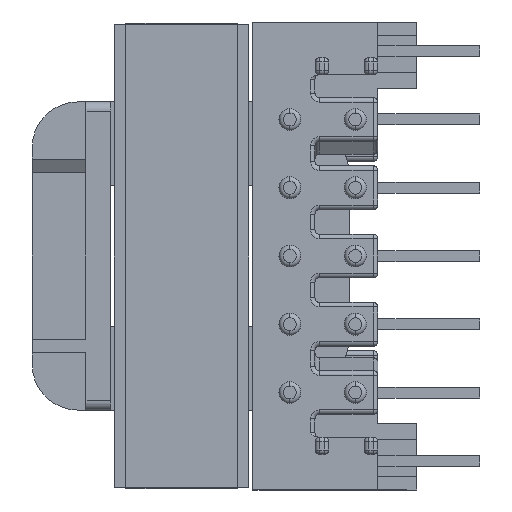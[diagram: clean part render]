
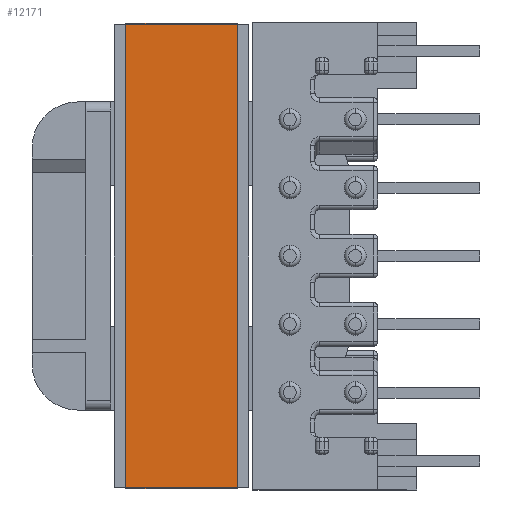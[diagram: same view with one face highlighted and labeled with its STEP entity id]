
A CAD part, left-side view. The second image highlights one B-rep face of the part: STEP entity #12171.
In plain terms, the highlighted face is planar.
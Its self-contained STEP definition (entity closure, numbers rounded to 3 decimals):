
#580 = EDGE_LOOP ( 'NONE', ( #17635, #2554, #16451, #8957 ) ) ;
#1071 = LINE ( 'NONE', #8486, #22061 ) ;
#1424 = CARTESIAN_POINT ( 'NONE',  ( 25.902, 0.102, -6.22 ) ) ;
#2554 = ORIENTED_EDGE ( 'NONE', *, *, #20480, .F. ) ;
#4169 = VECTOR ( 'NONE', #8691, 1000. ) ;
#4390 = CARTESIAN_POINT ( 'NONE',  ( -0.102, 0.102, -6.22 ) ) ;
#4791 = LINE ( 'NONE', #6631, #4169 ) ;
#5064 = CARTESIAN_POINT ( 'NONE',  ( -0.102, 0.102, 0. ) ) ;
#5808 = VERTEX_POINT ( 'NONE', #5824 ) ;
#5824 = CARTESIAN_POINT ( 'NONE',  ( 25.902, 0.102, 0. ) ) ;
#6112 = AXIS2_PLACEMENT_3D ( 'NONE', #4390, #18617, #6393 ) ;
#6393 = DIRECTION ( 'NONE',  ( 0., 0., 1. ) ) ;
#6631 = CARTESIAN_POINT ( 'NONE',  ( -0.102, 0.102, -6.22 ) ) ;
#7072 = VERTEX_POINT ( 'NONE', #16150 ) ;
#7098 = CARTESIAN_POINT ( 'NONE',  ( -0.102, 0.102, -6.22 ) ) ;
#8383 = FACE_OUTER_BOUND ( 'NONE', #580, .T. ) ;
#8486 = CARTESIAN_POINT ( 'NONE',  ( -0.102, 0.102, -6.22 ) ) ;
#8691 = DIRECTION ( 'NONE',  ( 0., 0., 1. ) ) ;
#8957 = ORIENTED_EDGE ( 'NONE', *, *, #25320, .T. ) ;
#10118 = DIRECTION ( 'NONE',  ( -1., 0., 0. ) ) ;
#11568 = PLANE ( 'NONE',  #6112 ) ;
#11936 = LINE ( 'NONE', #12077, #22169 ) ;
#12077 = CARTESIAN_POINT ( 'NONE',  ( -0.102, 0.102, 0. ) ) ;
#12171 = ADVANCED_FACE ( 'NONE', ( #8383 ), #11568, .T. ) ;
#13854 = VERTEX_POINT ( 'NONE', #5064 ) ;
#14451 = LINE ( 'NONE', #1424, #21130 ) ;
#14963 = EDGE_CURVE ( 'NONE', #7072, #15683, #1071, .T. ) ;
#15631 = DIRECTION ( 'NONE',  ( 0., 0., 1. ) ) ;
#15683 = VERTEX_POINT ( 'NONE', #7098 ) ;
#16150 = CARTESIAN_POINT ( 'NONE',  ( 25.902, 0.102, -6.22 ) ) ;
#16451 = ORIENTED_EDGE ( 'NONE', *, *, #14963, .T. ) ;
#17635 = ORIENTED_EDGE ( 'NONE', *, *, #23075, .F. ) ;
#18617 = DIRECTION ( 'NONE',  ( 0., 1., 0. ) ) ;
#20480 = EDGE_CURVE ( 'NONE', #7072, #5808, #14451, .T. ) ;
#21130 = VECTOR ( 'NONE', #15631, 1000. ) ;
#22061 = VECTOR ( 'NONE', #22761, 1000. ) ;
#22169 = VECTOR ( 'NONE', #10118, 1000. ) ;
#22761 = DIRECTION ( 'NONE',  ( -1., 0., 0. ) ) ;
#23075 = EDGE_CURVE ( 'NONE', #5808, #13854, #11936, .T. ) ;
#25320 = EDGE_CURVE ( 'NONE', #15683, #13854, #4791, .T. ) ;
